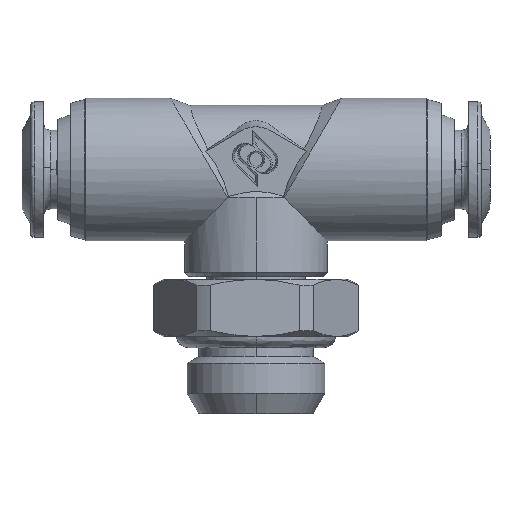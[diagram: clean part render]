
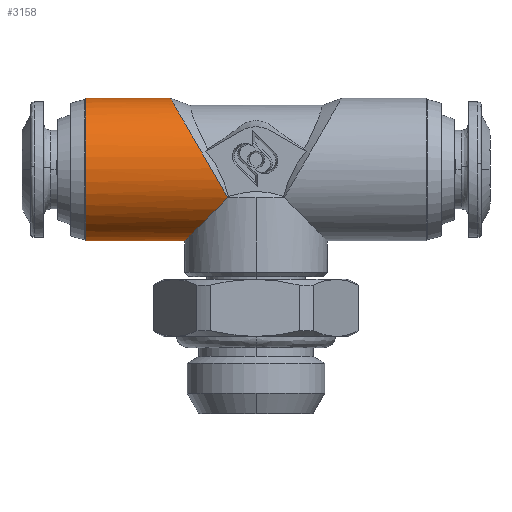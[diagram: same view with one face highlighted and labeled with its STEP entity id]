
A CAD part, top view. The second image highlights one B-rep face of the part: STEP entity #3158.
In plain terms, the highlighted cylindrical face has radius 5 mm (diameter 10 mm), a partial arc.
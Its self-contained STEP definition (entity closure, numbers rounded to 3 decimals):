
#514 = FACE_OUTER_BOUND ( 'NONE', #868, .T. ) ;
#515 = CYLINDRICAL_SURFACE ( 'NONE', #2664, 5. ) ;
#868 = EDGE_LOOP ( 'NONE', ( #1017, #1020, #1023, #1024, #1025, #1027 ) ) ;
#1017 = ORIENTED_EDGE ( 'NONE', *, *, #5861, .F. ) ;
#1020 = ORIENTED_EDGE ( 'NONE', *, *, #5824, .T. ) ;
#1023 = ORIENTED_EDGE ( 'NONE', *, *, #6062, .F. ) ;
#1024 = ORIENTED_EDGE ( 'NONE', *, *, #5819, .F. ) ;
#1025 = ORIENTED_EDGE ( 'NONE', *, *, #5860, .F. ) ;
#1027 = ORIENTED_EDGE ( 'NONE', *, *, #5825, .F. ) ;
#1703 = DIRECTION ( 'NONE',  ( -1., 0., 0. ) ) ;
#1707 = CARTESIAN_POINT ( 'NONE',  ( -11.918, 0., 0. ) ) ;
#1711 = DIRECTION ( 'NONE',  ( 0., 0., 1. ) ) ;
#2132 = CARTESIAN_POINT ( 'NONE',  ( -3.186, 0.125, 5.002 ) ) ;
#2407 = CARTESIAN_POINT ( 'NONE',  ( -4.789, 2.903, 4.091 ) ) ;
#2424 = CARTESIAN_POINT ( 'NONE',  ( -4.391, 2.213, 4.502 ) ) ;
#2425 = CARTESIAN_POINT ( 'NONE',  ( -5.466, 4.075, 2.905 ) ) ;
#2438 = CARTESIAN_POINT ( 'NONE',  ( -1.974, -1.974, 4.594 ) ) ;
#2439 = CARTESIAN_POINT ( 'NONE',  ( -5.537, 4.197, 2.726 ) ) ;
#2440 = CARTESIAN_POINT ( 'NONE',  ( -2.186, -1.606, 4.752 ) ) ;
#2444 = CARTESIAN_POINT ( 'NONE',  ( -2.404, -1.229, 4.862 ) ) ;
#2446 = CARTESIAN_POINT ( 'NONE',  ( -2.847, -0.461, 4.982 ) ) ;
#2447 = CARTESIAN_POINT ( 'NONE',  ( -2.735, -0.654, 4.961 ) ) ;
#2449 = CARTESIAN_POINT ( 'NONE',  ( -3.072, -0.072, 5.003 ) ) ;
#2451 = CARTESIAN_POINT ( 'NONE',  ( -5.663, 4.417, 2.353 ) ) ;
#2452 = CARTESIAN_POINT ( 'NONE',  ( -5.234, 3.673, 3.399 ) ) ;
#2453 = CARTESIAN_POINT ( 'NONE',  ( -3.522, 0.709, 4.965 ) ) ;
#2454 = CARTESIAN_POINT ( 'NONE',  ( -4.177, 1.842, 4.665 ) ) ;
#2455 = CARTESIAN_POINT ( 'NONE',  ( -3.743, 1.091, 4.895 ) ) ;
#2459 = CARTESIAN_POINT ( 'NONE',  ( -4.976, 3.226, 3.843 ) ) ;
#2460 = CARTESIAN_POINT ( 'NONE',  ( -5.315, 3.813, 3.241 ) ) ;
#2550 = AXIS2_PLACEMENT_3D ( 'NONE', #4932, #4931, #4930 ) ;
#2664 = AXIS2_PLACEMENT_3D ( 'NONE', #6670, #6668, #6671 ) ;
#2796 = AXIS2_PLACEMENT_3D ( 'NONE', #1707, #1703, #1711 ) ;
#3158 = ADVANCED_FACE ( 'NONE', ( #514 ), #515, .T. ) ;
#3423 = CIRCLE ( 'NONE', #2796, 5. ) ;
#3640 = VECTOR ( 'NONE', #4778, 1000. ) ;
#3647 = LINE ( 'NONE', #4784, #3640 ) ;
#3688 = VECTOR ( 'NONE', #4910, 1000. ) ;
#3689 = LINE ( 'NONE', #4913, #3688 ) ;
#3696 = CIRCLE ( 'NONE', #2550, 5. ) ;
#4467 = VERTEX_POINT ( 'NONE', #6851 ) ;
#4505 = VERTEX_POINT ( 'NONE', #4982 ) ;
#4519 = VERTEX_POINT ( 'NONE', #5302 ) ;
#4542 = VERTEX_POINT ( 'NONE', #5224 ) ;
#4563 = VERTEX_POINT ( 'NONE', #5168 ) ;
#4571 = VERTEX_POINT ( 'NONE', #5130 ) ;
#4772 = CARTESIAN_POINT ( 'NONE',  ( -5.819, 4.687, 1.756 ) ) ;
#4773 = CARTESIAN_POINT ( 'NONE',  ( -5.862, 4.76, 1.545 ) ) ;
#4774 = CARTESIAN_POINT ( 'NONE',  ( -5.965, 4.939, 0.898 ) ) ;
#4777 = CARTESIAN_POINT ( 'NONE',  ( -6., 5., 0. ) ) ;
#4778 = DIRECTION ( 'NONE',  ( -1., 0., 0. ) ) ;
#4780 = CARTESIAN_POINT ( 'NONE',  ( -6., 5., 0.455 ) ) ;
#4784 = CARTESIAN_POINT ( 'NONE',  ( -3.06, -5., 0. ) ) ;
#4906 = CARTESIAN_POINT ( 'NONE',  ( -5., -5., 0. ) ) ;
#4907 = CARTESIAN_POINT ( 'NONE',  ( -5., -5., 2.06 ) ) ;
#4910 = DIRECTION ( 'NONE',  ( -1., 0., 0. ) ) ;
#4912 = CARTESIAN_POINT ( 'NONE',  ( -1.974, -1.974, 4.594 ) ) ;
#4913 = CARTESIAN_POINT ( 'NONE',  ( -3.06, 5., 0. ) ) ;
#4924 = CARTESIAN_POINT ( 'NONE',  ( -3.867, -3.867, 3.781 ) ) ;
#4930 = DIRECTION ( 'NONE',  ( 0., 0., 1. ) ) ;
#4931 = DIRECTION ( 'NONE',  ( -1., 0., 0. ) ) ;
#4932 = CARTESIAN_POINT ( 'NONE',  ( -11.918, 0., 0. ) ) ;
#4947 = CARTESIAN_POINT ( 'NONE',  ( -5.72, 4.515, 2.159 ) ) ;
#4982 = CARTESIAN_POINT ( 'NONE',  ( -11.918, 5., 0. ) ) ;
#5130 = CARTESIAN_POINT ( 'NONE',  ( -1.974, -1.974, 4.594 ) ) ;
#5168 = CARTESIAN_POINT ( 'NONE',  ( -5., -5., 0. ) ) ;
#5224 = CARTESIAN_POINT ( 'NONE',  ( -11.918, -5., 0. ) ) ;
#5302 = CARTESIAN_POINT ( 'NONE',  ( -11.918, 0., 5. ) ) ;
#5819 = EDGE_CURVE ( 'NONE', #4542, #4519, #3696, .T. ) ;
#5824 = EDGE_CURVE ( 'NONE', #4467, #4505, #3689, .T. ) ;
#5825 = EDGE_CURVE ( 'NONE', #4571, #4563, #7403, .T. ) ;
#5860 = EDGE_CURVE ( 'NONE', #4563, #4542, #3647, .T. ) ;
#5861 = EDGE_CURVE ( 'NONE', #4467, #4571, #7383, .T. ) ;
#6062 = EDGE_CURVE ( 'NONE', #4519, #4505, #3423, .T. ) ;
#6668 = DIRECTION ( 'NONE',  ( -1., 0., 0. ) ) ;
#6670 = CARTESIAN_POINT ( 'NONE',  ( -3.06, 0., 0. ) ) ;
#6671 = DIRECTION ( 'NONE',  ( 0., -1., 0. ) ) ;
#6851 = CARTESIAN_POINT ( 'NONE',  ( -6., 5., 0. ) ) ;
#7383 = B_SPLINE_CURVE_WITH_KNOTS ( 'NONE', 3,
 ( #4777, #4780, #4774, #4773, #4772, #4947, #2451, #2439, #2425, #2460, #2452, #2459, #2407, #2424, #2454, #2455, #2453, #2132, #2449, #2446, #2447, #2444, #2440, #2438 ),
 .UNSPECIFIED., .F., .F.,
 ( 4, 2, 2, 2, 2, 2, 2, 2, 2, 2, 2, 4 ),
 ( -0.006, -0.005, -0.004, -0.003, -0.003, -0.002, -0.001, 0.001, 0.002, 0.003, 0.003, 0.005 ),
 .UNSPECIFIED. ) ;
#7403 =( BOUNDED_CURVE ( )  B_SPLINE_CURVE ( 3, ( #4912, #4924, #4907, #4906 ),
 .UNSPECIFIED., .F., .F. ) 
 B_SPLINE_CURVE_WITH_KNOTS ( ( 4, 4 ),
 ( 5.118, 6.283 ),
 .UNSPECIFIED. ) 
 CURVE ( )  GEOMETRIC_REPRESENTATION_ITEM ( )  RATIONAL_B_SPLINE_CURVE ( ( 1., 0.89, 0.89, 1. ) ) 
 REPRESENTATION_ITEM ( '' )  );
